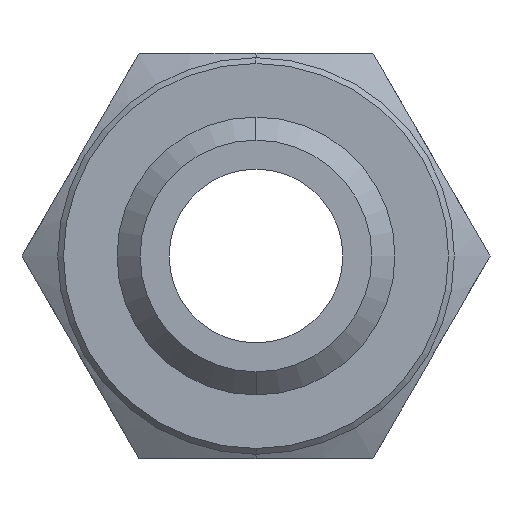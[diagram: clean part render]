
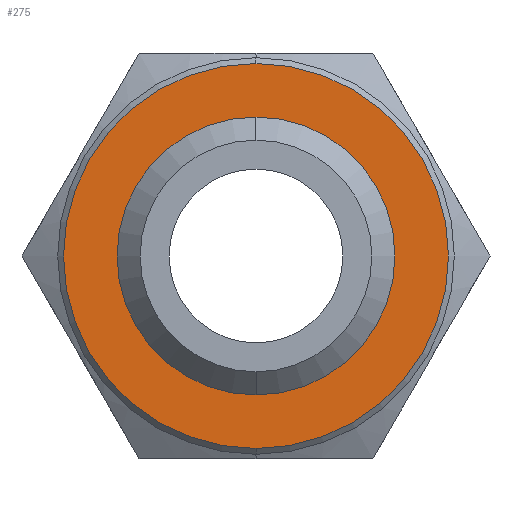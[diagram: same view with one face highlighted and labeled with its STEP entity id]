
A CAD part, front view. The second image highlights one B-rep face of the part: STEP entity #275.
In plain terms, the highlighted planar face has unit normal (0, -1, 0).
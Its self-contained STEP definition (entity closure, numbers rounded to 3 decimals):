
#121 = EDGE_CURVE ( 'NONE', #122, #170, #571, .T. ) ;
#122 = VERTEX_POINT ( 'NONE', #604 ) ;
#128 = EDGE_CURVE ( 'NONE', #129, #228, #568, .T. ) ;
#129 = VERTEX_POINT ( 'NONE', #563 ) ;
#170 = VERTEX_POINT ( 'NONE', #776 ) ;
#228 = VERTEX_POINT ( 'NONE', #760 ) ;
#271 = EDGE_LOOP ( 'NONE', ( #272, #273 ) ) ;
#272 = ORIENTED_EDGE ( 'NONE', *, *, #128, .F. ) ;
#273 = ORIENTED_EDGE ( 'NONE', *, *, #313, .F. ) ;
#275 = ADVANCED_FACE ( 'NONE', ( #663, #660 ), #659, .T. ) ;
#276 = ORIENTED_EDGE ( 'NONE', *, *, #277, .T. ) ;
#277 = EDGE_CURVE ( 'NONE', #170, #122, #653, .T. ) ;
#278 = ORIENTED_EDGE ( 'NONE', *, *, #121, .T. ) ;
#306 = EDGE_LOOP ( 'NONE', ( #276, #278 ) ) ;
#313 = EDGE_CURVE ( 'NONE', #228, #129, #969, .T. ) ;
#563 = CARTESIAN_POINT ( 'NONE',  ( 0., 6., -4.8 ) ) ;
#564 = DIRECTION ( 'NONE',  ( 0., 0., -1. ) ) ;
#565 = DIRECTION ( 'NONE',  ( 0., -1., 0. ) ) ;
#566 = CARTESIAN_POINT ( 'NONE',  ( 0., 6., 0. ) ) ;
#567 = AXIS2_PLACEMENT_3D ( 'NONE', #566, #565, #564 ) ;
#568 = CIRCLE ( 'NONE', #567, 4.8 ) ;
#570 = AXIS2_PLACEMENT_3D ( 'NONE', #607, #606, #605 ) ;
#571 = CIRCLE ( 'NONE', #570, 6.65 ) ;
#604 = CARTESIAN_POINT ( 'NONE',  ( 0., 6., -6.65 ) ) ;
#605 = DIRECTION ( 'NONE',  ( 0., 0., -1. ) ) ;
#606 = DIRECTION ( 'NONE',  ( 0., -1., 0. ) ) ;
#607 = CARTESIAN_POINT ( 'NONE',  ( 0., 6., 0. ) ) ;
#650 = DIRECTION ( 'NONE',  ( 0., 0., -1. ) ) ;
#651 = DIRECTION ( 'NONE',  ( 0., -1., 0. ) ) ;
#652 = AXIS2_PLACEMENT_3D ( 'NONE', #657, #651, #650 ) ;
#653 = CIRCLE ( 'NONE', #652, 6.65 ) ;
#654 = DIRECTION ( 'NONE',  ( 0., 0., -1. ) ) ;
#655 = DIRECTION ( 'NONE',  ( 0., -1., 0. ) ) ;
#656 = CARTESIAN_POINT ( 'NONE',  ( 6.65, 6., 0. ) ) ;
#657 = CARTESIAN_POINT ( 'NONE',  ( 0., 6., 0. ) ) ;
#658 = AXIS2_PLACEMENT_3D ( 'NONE', #656, #655, #654 ) ;
#659 = PLANE ( 'NONE',  #658 ) ;
#660 = FACE_BOUND ( 'NONE', #271, .T. ) ;
#663 = FACE_OUTER_BOUND ( 'NONE', #306, .T. ) ;
#760 = CARTESIAN_POINT ( 'NONE',  ( 0., 6., 4.8 ) ) ;
#776 = CARTESIAN_POINT ( 'NONE',  ( 0., 6., 6.65 ) ) ;
#965 = DIRECTION ( 'NONE',  ( 0., 0., -1. ) ) ;
#966 = DIRECTION ( 'NONE',  ( 0., -1., 0. ) ) ;
#967 = CARTESIAN_POINT ( 'NONE',  ( 0., 6., 0. ) ) ;
#968 = AXIS2_PLACEMENT_3D ( 'NONE', #967, #966, #965 ) ;
#969 = CIRCLE ( 'NONE', #968, 4.8 ) ;
